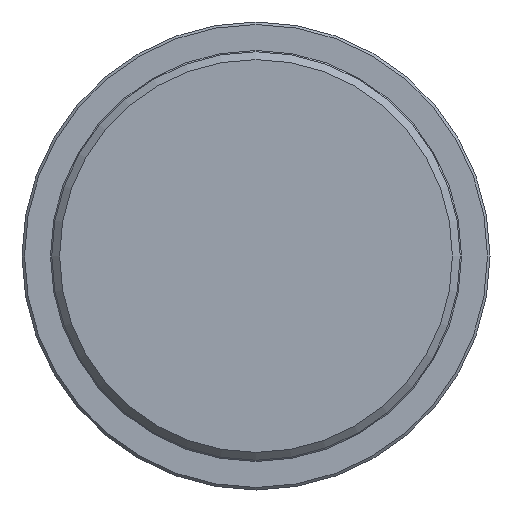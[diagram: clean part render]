
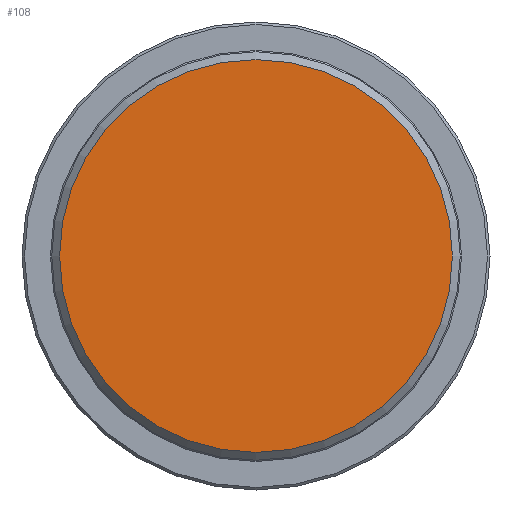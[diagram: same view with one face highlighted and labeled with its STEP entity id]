
A CAD part, front view. The second image highlights one B-rep face of the part: STEP entity #108.
In plain terms, the highlighted planar face has unit normal (0, -1, 0).
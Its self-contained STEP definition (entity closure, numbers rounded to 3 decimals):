
#108 = ADVANCED_FACE( '', ( #231 ), #232, .F. );
#231 = FACE_OUTER_BOUND( '', #356, .T. );
#232 = PLANE( '', #357 );
#356 = EDGE_LOOP( '', ( #575 ) );
#357 = AXIS2_PLACEMENT_3D( '', #576, #577, #578 );
#575 = ORIENTED_EDGE( '', *, *, #733, .T. );
#576 = CARTESIAN_POINT( '', ( 23.08, -16., 0. ) );
#577 = DIRECTION( '', ( 0., 1., 0. ) );
#578 = DIRECTION( '', ( 0., 0., 1. ) );
#733 = EDGE_CURVE( '', #870, #870, #871, .T. );
#870 = VERTEX_POINT( '', #1055 );
#871 = CIRCLE( '', #1056, 23.08 );
#1055 = CARTESIAN_POINT( '', ( 0., -16., -23.08 ) );
#1056 = AXIS2_PLACEMENT_3D( '', #1194, #1195, #1196 );
#1194 = CARTESIAN_POINT( '', ( 0., -16., 0. ) );
#1195 = DIRECTION( '', ( 0., -1., 0. ) );
#1196 = DIRECTION( '', ( 0., 0., -1. ) );
